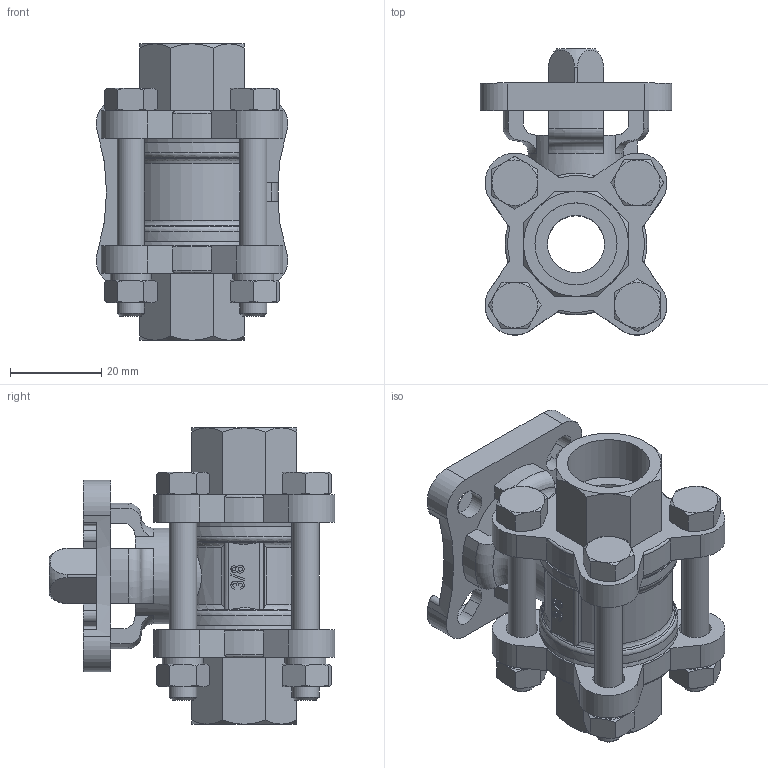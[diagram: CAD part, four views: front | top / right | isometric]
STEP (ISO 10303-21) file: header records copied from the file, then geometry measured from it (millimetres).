
FILE_DESCRIPTION(/* description */ ('STEP AP214'),/* implementation_level */ '2;1');
FILE_NAME(/* name */ '8089039_VZBE-3_8-WA-63-T-2-F0304-V15V15',/* time_stamp */ '2024-09-18T02:22:24+02:00',/* author */ ('License CC BY-ND 4.0'),/* organization */ ('CADENAS'),/* preprocessor_version */ 'ST-DEVELOPER v19.3',/* originating_system */ 'PARTsolutions',/* authorisation */ ' ');
FILE_SCHEMA (('AUTOMOTIVE_DESIGN {1 0 10303 214 3 1 1}'));
Length unit declared in the file: millimetre
Products named in the file (2): 8089039 VZBE-3/8-WA-63-T-2-F0304-V15V15; 8089039 VZBE-3/8-WA-63-T-2-F0304-V15V15_v
Assembly tree (1 placements, depth 2):
  8089039 VZBE-3/8-WA-63-T-2-F0304-V15V15
    8089039 VZBE-3/8-WA-63-T-2-F0304-V15V15_v
Bounding box: 41.99 x 62.71 x 65 mm (x, y, z)
Volume: 50369.8 mm3; surface area: 24118 mm2
Topology: 1 solids, 1 shells, 437 faces, 1099 edges, 690 vertices
Faces by surface type: plane 174, cone 121, cylinder 104, torus 38
Full cylindrical faces by diameter (mm): 0.754 x1, 0.928 x1, 6 x8, 7 x8, 9 x4, 12.5 x1, 18 x2, 21 x1, 26 x1, 30.5 x2
Entity records: 13262 total; most frequent: CARTESIAN_POINT 3308, ORIENTED_EDGE 2098, DIRECTION 1949, EDGE_CURVE 1049, AXIS2_PLACEMENT_3D 807, VERTEX_POINT 678, EDGE_LOOP 533, FACE_BOUND 533
